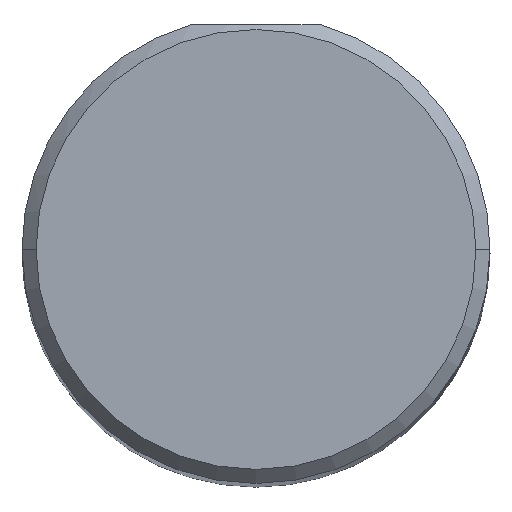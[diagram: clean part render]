
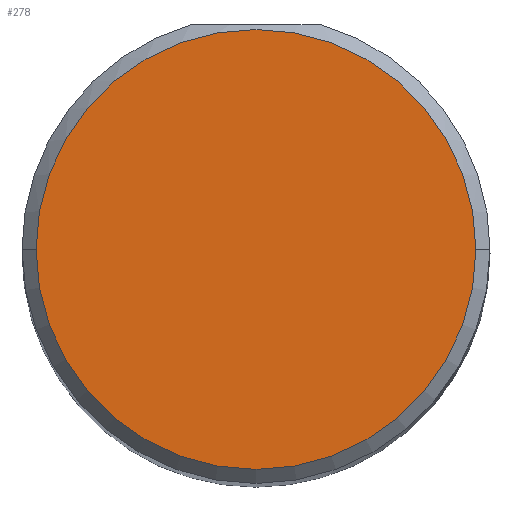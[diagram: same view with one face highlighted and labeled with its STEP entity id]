
A CAD part, top view. The second image highlights one B-rep face of the part: STEP entity #278.
In plain terms, the highlighted planar face has unit normal (0, 0, 1).
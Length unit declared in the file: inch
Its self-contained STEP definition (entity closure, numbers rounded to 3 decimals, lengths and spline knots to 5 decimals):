
#15 = VERTEX_POINT ( 'NONE', #438 ) ;
#17 = PLANE ( 'NONE',  #355 ) ;
#76 = AXIS2_PLACEMENT_3D ( 'NONE', #510, #264, #304 ) ;
#135 = CIRCLE ( 'NONE', #523, 0.235 ) ;
#147 = DIRECTION ( 'NONE',  ( 1., 0., 0. ) ) ;
#150 = ORIENTED_EDGE ( 'NONE', *, *, #209, .T. ) ;
#185 = CARTESIAN_POINT ( 'NONE',  ( 0., 0., 3. ) ) ;
#201 = EDGE_CURVE ( 'NONE', #15, #389, #135, .T. ) ;
#209 = EDGE_CURVE ( 'NONE', #389, #15, #319, .T. ) ;
#223 = FACE_OUTER_BOUND ( 'NONE', #246, .T. ) ;
#246 = EDGE_LOOP ( 'NONE', ( #150, #252 ) ) ;
#252 = ORIENTED_EDGE ( 'NONE', *, *, #201, .T. ) ;
#264 = DIRECTION ( 'NONE',  ( 0., 0., 1. ) ) ;
#268 = CARTESIAN_POINT ( 'NONE',  ( 0., 0., 3. ) ) ;
#278 = ADVANCED_FACE ( 'NONE', ( #223 ), #17, .T. ) ;
#304 = DIRECTION ( 'NONE',  ( 1., 0., 0. ) ) ;
#319 = CIRCLE ( 'NONE', #76, 0.235 ) ;
#320 = CARTESIAN_POINT ( 'NONE',  ( -0.235, 0., 3. ) ) ;
#347 = DIRECTION ( 'NONE',  ( 0., 0., 1. ) ) ;
#355 = AXIS2_PLACEMENT_3D ( 'NONE', #185, #347, #147 ) ;
#389 = VERTEX_POINT ( 'NONE', #320 ) ;
#421 = DIRECTION ( 'NONE',  ( 0., 0., 1. ) ) ;
#438 = CARTESIAN_POINT ( 'NONE',  ( 0.235, 0., 3. ) ) ;
#506 = DIRECTION ( 'NONE',  ( 1., 0., 0. ) ) ;
#510 = CARTESIAN_POINT ( 'NONE',  ( 0., 0., 3. ) ) ;
#523 = AXIS2_PLACEMENT_3D ( 'NONE', #268, #421, #506 ) ;
